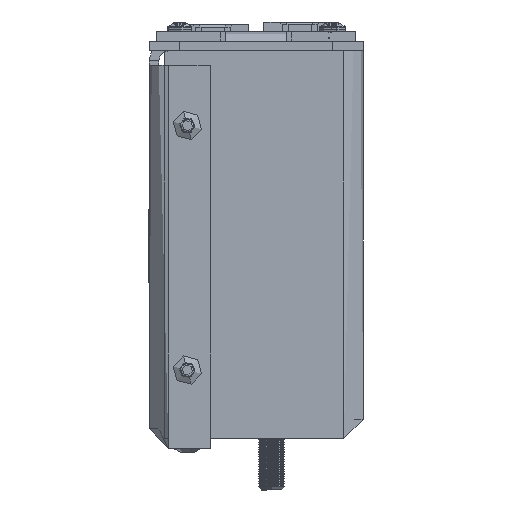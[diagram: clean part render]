
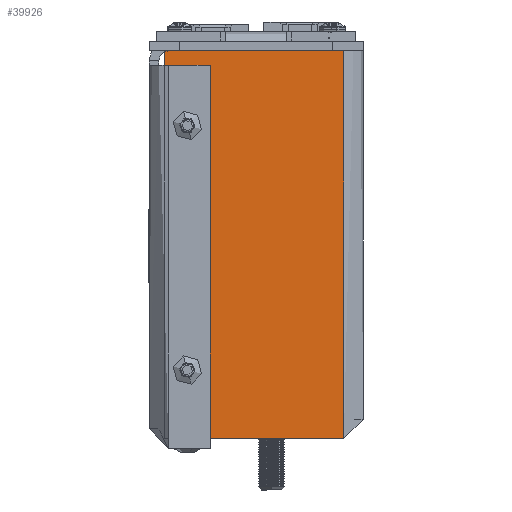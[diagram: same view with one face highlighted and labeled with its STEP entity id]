
A CAD part, left-side view. The second image highlights one B-rep face of the part: STEP entity #39926.
In plain terms, the highlighted planar face has unit normal (-1, 0, 0).
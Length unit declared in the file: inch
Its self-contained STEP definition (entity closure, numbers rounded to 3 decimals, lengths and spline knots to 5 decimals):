
#201 = AXIS2_PLACEMENT_3D ( 'NONE', #112221, #5339, #13147 ) ;
#262 = VERTEX_POINT ( 'NONE', #52615 ) ;
#2546 = CARTESIAN_POINT ( 'NONE',  ( -8.4835, 1.5, -1.026 ) ) ;
#5339 = DIRECTION ( 'NONE',  ( -1., 0., 0. ) ) ;
#5941 = LINE ( 'NONE', #48723, #98076 ) ;
#6593 = EDGE_CURVE ( 'NONE', #262, #33549, #101699, .T. ) ;
#13147 = DIRECTION ( 'NONE',  ( 0., -1., 0. ) ) ;
#14021 = VECTOR ( 'NONE', #32241, 39.37008 ) ;
#16757 = EDGE_LOOP ( 'NONE', ( #36958, #25039 ) ) ;
#17954 = AXIS2_PLACEMENT_3D ( 'NONE', #72391, #81001, #26764 ) ;
#20877 = CARTESIAN_POINT ( 'NONE',  ( -8.4835, 0.15748, -1.5855 ) ) ;
#22089 = PLANE ( 'NONE',  #104212 ) ;
#25039 = ORIENTED_EDGE ( 'NONE', *, *, #115772, .F. ) ;
#25957 = VERTEX_POINT ( 'NONE', #57922 ) ;
#26316 = ORIENTED_EDGE ( 'NONE', *, *, #30048, .F. ) ;
#26764 = DIRECTION ( 'NONE',  ( 0., -1., 0. ) ) ;
#30048 = EDGE_CURVE ( 'NONE', #85592, #52608, #94973, .T. ) ;
#32241 = DIRECTION ( 'NONE',  ( 0., 0., -1. ) ) ;
#32775 = EDGE_CURVE ( 'NONE', #53823, #54529, #43942, .T. ) ;
#33549 = VERTEX_POINT ( 'NONE', #106470 ) ;
#34060 = EDGE_CURVE ( 'NONE', #25957, #80113, #58777, .T. ) ;
#36958 = ORIENTED_EDGE ( 'NONE', *, *, #34060, .F. ) ;
#38313 = VECTOR ( 'NONE', #57251, 39.37008 ) ;
#38716 = FACE_BOUND ( 'NONE', #72645, .T. ) ;
#39106 = ORIENTED_EDGE ( 'NONE', *, *, #83690, .T. ) ;
#39627 = CARTESIAN_POINT ( 'NONE',  ( -8.4835, 1.625, 1.5855 ) ) ;
#39926 = ADVANCED_FACE ( 'NONE', ( #38716, #101520, #107080 ), #22089, .F. ) ;
#40446 = DIRECTION ( 'NONE',  ( 0., 1., 0. ) ) ;
#41043 = CARTESIAN_POINT ( 'NONE',  ( -8.4835, 0.15748, -1.5855 ) ) ;
#43942 = LINE ( 'NONE', #110713, #38313 ) ;
#44815 = CARTESIAN_POINT ( 'NONE',  ( -8.4835, 0.15748, -1.5855 ) ) ;
#46751 = CARTESIAN_POINT ( 'NONE',  ( -8.4835, 0.15748, 1.5855 ) ) ;
#47490 = CIRCLE ( 'NONE', #74048, 0.0625 ) ;
#48723 = CARTESIAN_POINT ( 'NONE',  ( -8.4835, 1.625, 1.5855 ) ) ;
#52608 = VERTEX_POINT ( 'NONE', #44815 ) ;
#52615 = CARTESIAN_POINT ( 'NONE',  ( -8.4835, 1.5, 0.974 ) ) ;
#53823 = VERTEX_POINT ( 'NONE', #39627 ) ;
#53943 = CIRCLE ( 'NONE', #201, 0.0625 ) ;
#54529 = VERTEX_POINT ( 'NONE', #62902 ) ;
#57251 = DIRECTION ( 'NONE',  ( 0., 0., -1. ) ) ;
#57922 = CARTESIAN_POINT ( 'NONE',  ( -8.4835, 1.375, -1.026 ) ) ;
#58777 = CIRCLE ( 'NONE', #17954, 0.0625 ) ;
#62902 = CARTESIAN_POINT ( 'NONE',  ( -8.4835, 1.625, -1.5855 ) ) ;
#67305 = DIRECTION ( 'NONE',  ( 1., 0., 0. ) ) ;
#68074 = VECTOR ( 'NONE', #112013, 39.37008 ) ;
#70694 = ORIENTED_EDGE ( 'NONE', *, *, #77714, .F. ) ;
#72391 = CARTESIAN_POINT ( 'NONE',  ( -8.4835, 1.4375, -1.026 ) ) ;
#72645 = EDGE_LOOP ( 'NONE', ( #112257, #84665 ) ) ;
#74048 = AXIS2_PLACEMENT_3D ( 'NONE', #112200, #94668, #84953 ) ;
#74231 = CARTESIAN_POINT ( 'NONE',  ( -8.4835, 1.4375, 0.974 ) ) ;
#77714 = EDGE_CURVE ( 'NONE', #52608, #54529, #79215, .T. ) ;
#79215 = LINE ( 'NONE', #41043, #68074 ) ;
#80113 = VERTEX_POINT ( 'NONE', #2546 ) ;
#81001 = DIRECTION ( 'NONE',  ( -1., 0., 0. ) ) ;
#83690 = EDGE_CURVE ( 'NONE', #85592, #53823, #5941, .T. ) ;
#83736 = AXIS2_PLACEMENT_3D ( 'NONE', #74231, #110096, #100033 ) ;
#84149 = CARTESIAN_POINT ( 'NONE',  ( -8.4835, 1.625, -1.5855 ) ) ;
#84665 = ORIENTED_EDGE ( 'NONE', *, *, #6593, .F. ) ;
#84953 = DIRECTION ( 'NONE',  ( 0., -1., 0. ) ) ;
#85592 = VERTEX_POINT ( 'NONE', #46751 ) ;
#85709 = EDGE_CURVE ( 'NONE', #33549, #262, #53943, .T. ) ;
#89523 = ORIENTED_EDGE ( 'NONE', *, *, #32775, .T. ) ;
#91396 = EDGE_LOOP ( 'NONE', ( #89523, #70694, #26316, #39106 ) ) ;
#94668 = DIRECTION ( 'NONE',  ( -1., 0., 0. ) ) ;
#94973 = LINE ( 'NONE', #20877, #14021 ) ;
#98076 = VECTOR ( 'NONE', #110300, 39.37008 ) ;
#100033 = DIRECTION ( 'NONE',  ( 0., -1., 0. ) ) ;
#101520 = FACE_BOUND ( 'NONE', #16757, .T. ) ;
#101699 = CIRCLE ( 'NONE', #83736, 0.0625 ) ;
#104212 = AXIS2_PLACEMENT_3D ( 'NONE', #84149, #67305, #40446 ) ;
#106470 = CARTESIAN_POINT ( 'NONE',  ( -8.4835, 1.375, 0.974 ) ) ;
#107080 = FACE_OUTER_BOUND ( 'NONE', #91396, .T. ) ;
#110096 = DIRECTION ( 'NONE',  ( -1., 0., 0. ) ) ;
#110300 = DIRECTION ( 'NONE',  ( 0., 1., 0. ) ) ;
#110713 = CARTESIAN_POINT ( 'NONE',  ( -8.4835, 1.625, -1.5855 ) ) ;
#112013 = DIRECTION ( 'NONE',  ( 0., 1., 0. ) ) ;
#112200 = CARTESIAN_POINT ( 'NONE',  ( -8.4835, 1.4375, -1.026 ) ) ;
#112221 = CARTESIAN_POINT ( 'NONE',  ( -8.4835, 1.4375, 0.974 ) ) ;
#112257 = ORIENTED_EDGE ( 'NONE', *, *, #85709, .F. ) ;
#115772 = EDGE_CURVE ( 'NONE', #80113, #25957, #47490, .T. ) ;
